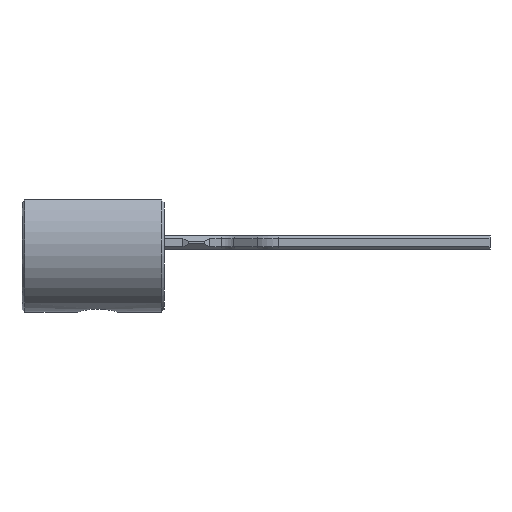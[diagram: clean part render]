
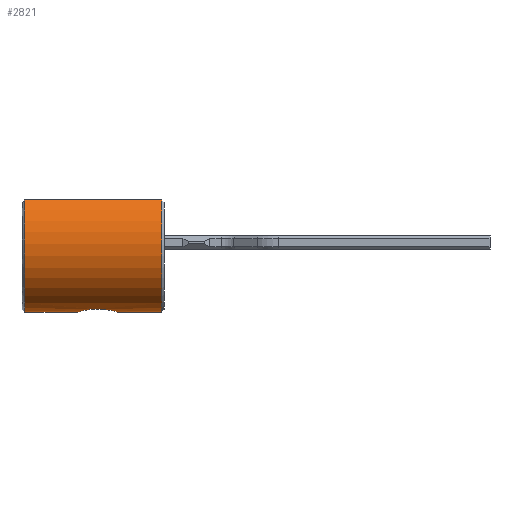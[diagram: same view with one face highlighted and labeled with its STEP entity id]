
A CAD part, left-side view. The second image highlights one B-rep face of the part: STEP entity #2821.
In plain terms, the highlighted cylindrical face has radius 2.6 mm (diameter 5.2 mm), a partial arc.
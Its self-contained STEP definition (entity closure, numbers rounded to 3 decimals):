
#84 = CYLINDRICAL_SURFACE ( 'NONE', #10668, 2.6 ) ;
#102 = B_SPLINE_CURVE_WITH_KNOTS ( 'NONE', 3,
 ( #13854, #3301, #7996, #12707, #2152, #6843, #11554, #1001, #5686, #10379 ),
 .UNSPECIFIED., .F., .F.,
 ( 4, 2, 2, 2, 4 ),
 ( 0.001, 0.001, 0.002, 0.002, 0.002 ),
 .UNSPECIFIED. ) ;
#250 = CARTESIAN_POINT ( 'NONE',  ( -0.75, 2.5, -2.489 ) ) ;
#260 = DIRECTION ( 'NONE',  ( 0., -1., 0. ) ) ;
#430 = ORIENTED_EDGE ( 'NONE', *, *, #3709, .T. ) ;
#525 = VECTOR ( 'NONE', #11549, 1000. ) ;
#910 = CIRCLE ( 'NONE', #7512, 2.6 ) ;
#1001 = CARTESIAN_POINT ( 'NONE',  ( -0.73, 2.697, -2.496 ) ) ;
#1404 = ORIENTED_EDGE ( 'NONE', *, *, #11188, .T. ) ;
#1507 = VECTOR ( 'NONE', #1983, 1000. ) ;
#1881 = DIRECTION ( 'NONE',  ( 0., -1., 0. ) ) ;
#1983 = DIRECTION ( 'NONE',  ( 0., -1., 0. ) ) ;
#2147 = LINE ( 'NONE', #6839, #525 ) ;
#2152 = CARTESIAN_POINT ( 'NONE',  ( -0.461, 3.099, -2.56 ) ) ;
#2535 = DIRECTION ( 'NONE',  ( 0., -1., 0. ) ) ;
#2545 = CARTESIAN_POINT ( 'NONE',  ( -2.049, 5.23, 1.6 ) ) ;
#2631 = CARTESIAN_POINT ( 'NONE',  ( 0., 1.75, -2.6 ) ) ;
#2683 = CARTESIAN_POINT ( 'NONE',  ( 0., 5.23, -2.6 ) ) ;
#2821 = ADVANCED_FACE ( 'NONE', ( #10610 ), #84, .T. ) ;
#3089 = CARTESIAN_POINT ( 'NONE',  ( 0., 0.1, 0. ) ) ;
#3301 = CARTESIAN_POINT ( 'NONE',  ( -0.098, 3.25, -2.6 ) ) ;
#3709 = EDGE_CURVE ( 'NONE', #14107, #5587, #910, .T. ) ;
#3775 = CARTESIAN_POINT ( 'NONE',  ( -0.6, 2.039, -2.531 ) ) ;
#3907 = CARTESIAN_POINT ( 'NONE',  ( 0., 3.25, -2.6 ) ) ;
#4069 = ORIENTED_EDGE ( 'NONE', *, *, #4882, .T. ) ;
#4652 = EDGE_CURVE ( 'NONE', #8045, #4915, #5031, .T. ) ;
#4882 = EDGE_CURVE ( 'NONE', #11899, #8045, #102, .T. ) ;
#4915 = VERTEX_POINT ( 'NONE', #14084 ) ;
#4924 = CARTESIAN_POINT ( 'NONE',  ( -0.75, 2.402, -2.489 ) ) ;
#5031 = B_SPLINE_CURVE_WITH_KNOTS ( 'NONE', 3,
 ( #250, #4924, #9623, #14329, #3775, #8464, #13181, #2631 ),
 .UNSPECIFIED., .F., .F.,
 ( 4, 2, 2, 4 ),
 ( 0.002, 0.003, 0.003, 0.004 ),
 .UNSPECIFIED. ) ;
#5587 = VERTEX_POINT ( 'NONE', #15014 ) ;
#5686 = CARTESIAN_POINT ( 'NONE',  ( -0.75, 2.598, -2.489 ) ) ;
#5931 = VECTOR ( 'NONE', #260, 1000. ) ;
#6093 = LINE ( 'NONE', #10793, #5931 ) ;
#6428 = CIRCLE ( 'NONE', #15063, 2.6 ) ;
#6571 = DIRECTION ( 'NONE',  ( 0., 0., 1. ) ) ;
#6741 = CARTESIAN_POINT ( 'NONE',  ( 0., 0.1, -2.6 ) ) ;
#6839 = CARTESIAN_POINT ( 'NONE',  ( 0., 5.33, -2.6 ) ) ;
#6843 = CARTESIAN_POINT ( 'NONE',  ( -0.6, 2.961, -2.531 ) ) ;
#7220 = DIRECTION ( 'NONE',  ( 0., 0., -1. ) ) ;
#7512 = AXIS2_PLACEMENT_3D ( 'NONE', #3089, #7781, #12498 ) ;
#7781 = DIRECTION ( 'NONE',  ( 0., 1., 0. ) ) ;
#7826 = LINE ( 'NONE', #12539, #1507 ) ;
#7996 = CARTESIAN_POINT ( 'NONE',  ( -0.197, 3.23, -2.594 ) ) ;
#8045 = VERTEX_POINT ( 'NONE', #10158 ) ;
#8464 = CARTESIAN_POINT ( 'NONE',  ( -0.392, 1.831, -2.574 ) ) ;
#8874 = ORIENTED_EDGE ( 'NONE', *, *, #11555, .T. ) ;
#9623 = CARTESIAN_POINT ( 'NONE',  ( -0.73, 2.303, -2.496 ) ) ;
#9671 = ORIENTED_EDGE ( 'NONE', *, *, #11509, .F. ) ;
#10158 = CARTESIAN_POINT ( 'NONE',  ( -0.75, 2.5, -2.489 ) ) ;
#10379 = CARTESIAN_POINT ( 'NONE',  ( -0.75, 2.5, -2.489 ) ) ;
#10610 = FACE_OUTER_BOUND ( 'NONE', #13598, .T. ) ;
#10668 = AXIS2_PLACEMENT_3D ( 'NONE', #13086, #2535, #7220 ) ;
#10793 = CARTESIAN_POINT ( 'NONE',  ( 0., 5.33, -2.6 ) ) ;
#11188 = EDGE_CURVE ( 'NONE', #4915, #14107, #2147, .T. ) ;
#11509 = EDGE_CURVE ( 'NONE', #12930, #5587, #7826, .T. ) ;
#11549 = DIRECTION ( 'NONE',  ( 0., -1., 0. ) ) ;
#11554 = CARTESIAN_POINT ( 'NONE',  ( -0.655, 2.878, -2.516 ) ) ;
#11555 = EDGE_CURVE ( 'NONE', #11843, #11899, #6093, .T. ) ;
#11843 = VERTEX_POINT ( 'NONE', #2683 ) ;
#11899 = VERTEX_POINT ( 'NONE', #3907 ) ;
#12436 = CARTESIAN_POINT ( 'NONE',  ( 0., 5.23, 0. ) ) ;
#12498 = DIRECTION ( 'NONE',  ( 0., 0., 1. ) ) ;
#12539 = CARTESIAN_POINT ( 'NONE',  ( -2.049, 5.33, 1.6 ) ) ;
#12707 = CARTESIAN_POINT ( 'NONE',  ( -0.379, 3.155, -2.574 ) ) ;
#12903 = ORIENTED_EDGE ( 'NONE', *, *, #13427, .T. ) ;
#12930 = VERTEX_POINT ( 'NONE', #2545 ) ;
#13086 = CARTESIAN_POINT ( 'NONE',  ( 0., 5.33, 0. ) ) ;
#13181 = CARTESIAN_POINT ( 'NONE',  ( -0.198, 1.75, -2.6 ) ) ;
#13427 = EDGE_CURVE ( 'NONE', #12930, #11843, #6428, .T. ) ;
#13598 = EDGE_LOOP ( 'NONE', ( #12903, #8874, #4069, #14027, #1404, #430, #9671 ) ) ;
#13854 = CARTESIAN_POINT ( 'NONE',  ( 0., 3.25, -2.6 ) ) ;
#14027 = ORIENTED_EDGE ( 'NONE', *, *, #4652, .T. ) ;
#14084 = CARTESIAN_POINT ( 'NONE',  ( 0., 1.75, -2.6 ) ) ;
#14107 = VERTEX_POINT ( 'NONE', #6741 ) ;
#14329 = CARTESIAN_POINT ( 'NONE',  ( -0.655, 2.122, -2.516 ) ) ;
#15014 = CARTESIAN_POINT ( 'NONE',  ( -2.049, 0.1, 1.6 ) ) ;
#15063 = AXIS2_PLACEMENT_3D ( 'NONE', #12436, #1881, #6571 ) ;
